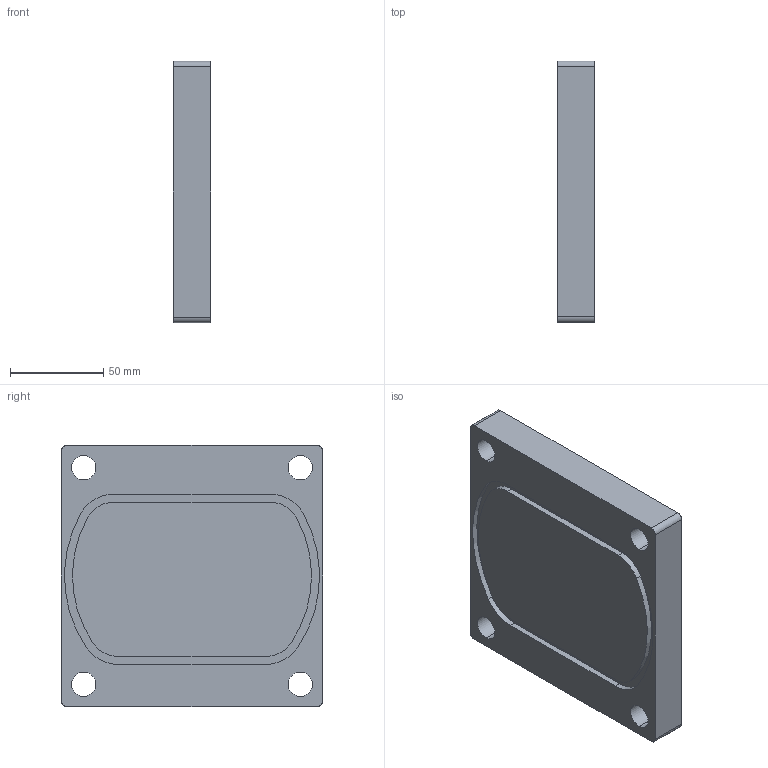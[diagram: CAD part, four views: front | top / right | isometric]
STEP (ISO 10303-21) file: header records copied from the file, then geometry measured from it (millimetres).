
FILE_DESCRIPTION (( 'STEP AP214' ), '1' );
FILE_NAME ('FLVEK-2.STEP', '2012-07-24T11:10:37', ( 'Admin2' ), ( '' ), 'SwSTEP 2.0', 'SolidWorks 2010', '' );
FILE_SCHEMA (( 'AUTOMOTIVE_DESIGN' ));
Length unit declared in the file: millimetre
Products named in the file (1): FLVEK-2
Bounding box: 20 x 140 x 140 mm (x, y, z)
Volume: 375920 mm3; surface area: 55034.7 mm2
Topology: 1 solids, 1 shells, 105 faces, 282 edges, 188 vertices
Faces by surface type: plane 75, cylinder 24, bspline 6
Entity records: 3678 total; most frequent: CARTESIAN_POINT 982, ORIENTED_EDGE 564, DIRECTION 518, EDGE_CURVE 282, VECTOR 222, LINE 222, VERTEX_POINT 188, AXIS2_PLACEMENT_3D 148
